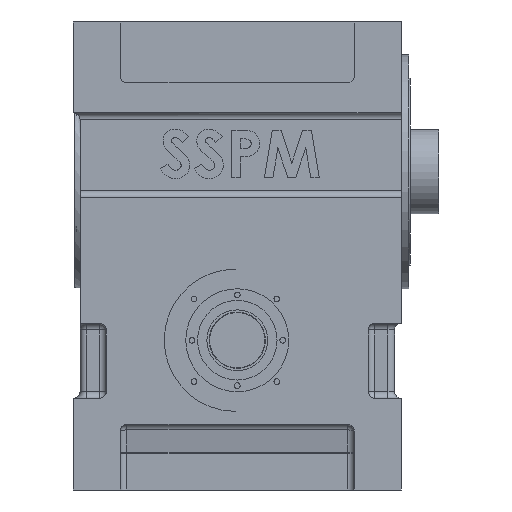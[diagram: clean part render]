
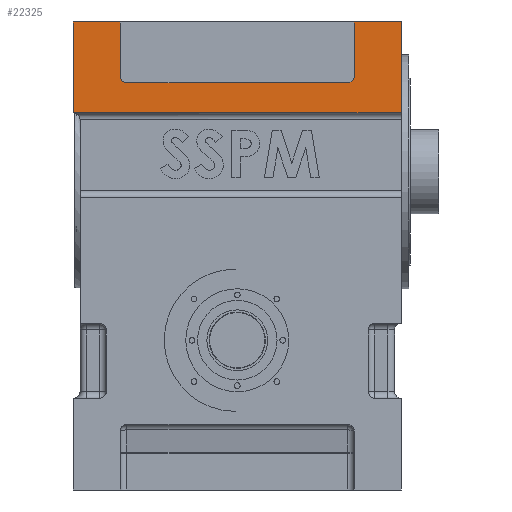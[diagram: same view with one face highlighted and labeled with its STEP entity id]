
A CAD part, left-side view. The second image highlights one B-rep face of the part: STEP entity #22325.
In plain terms, the highlighted planar face has unit normal (-1, 0, 0).
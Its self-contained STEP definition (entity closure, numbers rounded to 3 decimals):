
#356 = CARTESIAN_POINT ( 'NONE',  ( -160., 125., 500. ) ) ;
#360 = VERTEX_POINT ( 'NONE', #2458 ) ;
#560 = ORIENTED_EDGE ( 'NONE', *, *, #7779, .T. ) ;
#669 = CARTESIAN_POINT ( 'NONE',  ( -160., -175., 500. ) ) ;
#912 = CARTESIAN_POINT ( 'NONE',  ( -160., 175., 403. ) ) ;
#927 = ORIENTED_EDGE ( 'NONE', *, *, #9139, .F. ) ;
#997 = CARTESIAN_POINT ( 'NONE',  ( -160., 175., 435. ) ) ;
#1124 = LINE ( 'NONE', #11102, #18665 ) ;
#1522 = VECTOR ( 'NONE', #15060, 1000. ) ;
#2458 = CARTESIAN_POINT ( 'NONE',  ( -160., 125., 500. ) ) ;
#2464 = LINE ( 'NONE', #10270, #13626 ) ;
#2763 = VERTEX_POINT ( 'NONE', #912 ) ;
#2905 = VERTEX_POINT ( 'NONE', #19783 ) ;
#3345 = ORIENTED_EDGE ( 'NONE', *, *, #25528, .T. ) ;
#4601 = CIRCLE ( 'NONE', #18705, 7. ) ;
#5281 = LINE ( 'NONE', #997, #1522 ) ;
#5608 = CIRCLE ( 'NONE', #16972, 7. ) ;
#5964 = VERTEX_POINT ( 'NONE', #8316 ) ;
#6095 = CARTESIAN_POINT ( 'NONE',  ( -160., 118., 442. ) ) ;
#7193 = DIRECTION ( 'NONE',  ( 0., 1., 0. ) ) ;
#7305 = PLANE ( 'NONE',  #22592 ) ;
#7496 = CARTESIAN_POINT ( 'NONE',  ( -160., 175., 500. ) ) ;
#7680 = DIRECTION ( 'NONE',  ( 0., 0., -1. ) ) ;
#7779 = EDGE_CURVE ( 'NONE', #2763, #2905, #16461, .T. ) ;
#7914 = DIRECTION ( 'NONE',  ( 0., 0., -1. ) ) ;
#8026 = EDGE_CURVE ( 'NONE', #5964, #29241, #5281, .T. ) ;
#8273 = CARTESIAN_POINT ( 'NONE',  ( -160., 125., 442. ) ) ;
#8316 = CARTESIAN_POINT ( 'NONE',  ( -160., 118., 435. ) ) ;
#9139 = EDGE_CURVE ( 'NONE', #23994, #28154, #15994, .T. ) ;
#10270 = CARTESIAN_POINT ( 'NONE',  ( -160., -175., 500. ) ) ;
#10454 = VECTOR ( 'NONE', #7914, 1000. ) ;
#11102 = CARTESIAN_POINT ( 'NONE',  ( -160., -125., 435. ) ) ;
#11555 = CARTESIAN_POINT ( 'NONE',  ( -160., -125., 442. ) ) ;
#11884 = EDGE_CURVE ( 'NONE', #28813, #23994, #1124, .T. ) ;
#12045 = DIRECTION ( 'NONE',  ( 0., 0., -1. ) ) ;
#12839 = VERTEX_POINT ( 'NONE', #23208 ) ;
#12852 = DIRECTION ( 'NONE',  ( 0., 0., -1. ) ) ;
#13167 = DIRECTION ( 'NONE',  ( 0., 0., -1. ) ) ;
#13626 = VECTOR ( 'NONE', #7680, 1000. ) ;
#13820 = EDGE_CURVE ( 'NONE', #12839, #360, #26323, .T. ) ;
#14779 = EDGE_CURVE ( 'NONE', #28154, #2905, #2464, .T. ) ;
#15060 = DIRECTION ( 'NONE',  ( 0., -1., 0. ) ) ;
#15109 = EDGE_LOOP ( 'NONE', ( #27064, #18481, #24922, #560, #23836, #927, #18476, #3345, #17044, #16918 ) ) ;
#15994 = LINE ( 'NONE', #21209, #30122 ) ;
#16461 = LINE ( 'NONE', #27917, #27614 ) ;
#16784 = LINE ( 'NONE', #26923, #10454 ) ;
#16918 = ORIENTED_EDGE ( 'NONE', *, *, #21442, .T. ) ;
#16972 = AXIS2_PLACEMENT_3D ( 'NONE', #6095, #20474, #13167 ) ;
#17044 = ORIENTED_EDGE ( 'NONE', *, *, #8026, .F. ) ;
#17970 = DIRECTION ( 'NONE',  ( 0., -1., 0. ) ) ;
#18476 = ORIENTED_EDGE ( 'NONE', *, *, #11884, .F. ) ;
#18481 = ORIENTED_EDGE ( 'NONE', *, *, #13820, .F. ) ;
#18665 = VECTOR ( 'NONE', #27734, 1000. ) ;
#18705 = AXIS2_PLACEMENT_3D ( 'NONE', #29568, #25112, #12852 ) ;
#19783 = CARTESIAN_POINT ( 'NONE',  ( -160., -175., 403. ) ) ;
#20047 = VECTOR ( 'NONE', #17970, 1000. ) ;
#20474 = DIRECTION ( 'NONE',  ( 1., 0., 0. ) ) ;
#21191 = DIRECTION ( 'NONE',  ( 0., -1., 0. ) ) ;
#21209 = CARTESIAN_POINT ( 'NONE',  ( -160., 175., 500. ) ) ;
#21442 = EDGE_CURVE ( 'NONE', #5964, #22102, #5608, .T. ) ;
#22102 = VERTEX_POINT ( 'NONE', #8273 ) ;
#22325 = ADVANCED_FACE ( 'NONE', ( #28228 ), #7305, .F. ) ;
#22592 = AXIS2_PLACEMENT_3D ( 'NONE', #7496, #28691, #7193 ) ;
#23081 = CARTESIAN_POINT ( 'NONE',  ( -160., -118., 435. ) ) ;
#23179 = VECTOR ( 'NONE', #12045, 1000. ) ;
#23208 = CARTESIAN_POINT ( 'NONE',  ( -160., 175., 500. ) ) ;
#23836 = ORIENTED_EDGE ( 'NONE', *, *, #14779, .F. ) ;
#23994 = VERTEX_POINT ( 'NONE', #29875 ) ;
#24922 = ORIENTED_EDGE ( 'NONE', *, *, #27628, .T. ) ;
#25112 = DIRECTION ( 'NONE',  ( 1., 0., 0. ) ) ;
#25298 = CARTESIAN_POINT ( 'NONE',  ( -160., 175., 500. ) ) ;
#25528 = EDGE_CURVE ( 'NONE', #28813, #29241, #4601, .T. ) ;
#26164 = DIRECTION ( 'NONE',  ( 0., -1., 0. ) ) ;
#26323 = LINE ( 'NONE', #25298, #20047 ) ;
#26502 = LINE ( 'NONE', #356, #23179 ) ;
#26620 = EDGE_CURVE ( 'NONE', #360, #22102, #26502, .T. ) ;
#26923 = CARTESIAN_POINT ( 'NONE',  ( -160., 175., 500. ) ) ;
#27064 = ORIENTED_EDGE ( 'NONE', *, *, #26620, .F. ) ;
#27614 = VECTOR ( 'NONE', #21191, 1000. ) ;
#27628 = EDGE_CURVE ( 'NONE', #12839, #2763, #16784, .T. ) ;
#27734 = DIRECTION ( 'NONE',  ( 0., 0., 1. ) ) ;
#27917 = CARTESIAN_POINT ( 'NONE',  ( -160., 206.229, 403. ) ) ;
#28154 = VERTEX_POINT ( 'NONE', #669 ) ;
#28228 = FACE_OUTER_BOUND ( 'NONE', #15109, .T. ) ;
#28691 = DIRECTION ( 'NONE',  ( 1., 0., 0. ) ) ;
#28813 = VERTEX_POINT ( 'NONE', #11555 ) ;
#29241 = VERTEX_POINT ( 'NONE', #23081 ) ;
#29568 = CARTESIAN_POINT ( 'NONE',  ( -160., -118., 442. ) ) ;
#29875 = CARTESIAN_POINT ( 'NONE',  ( -160., -125., 500. ) ) ;
#30122 = VECTOR ( 'NONE', #26164, 1000. ) ;
